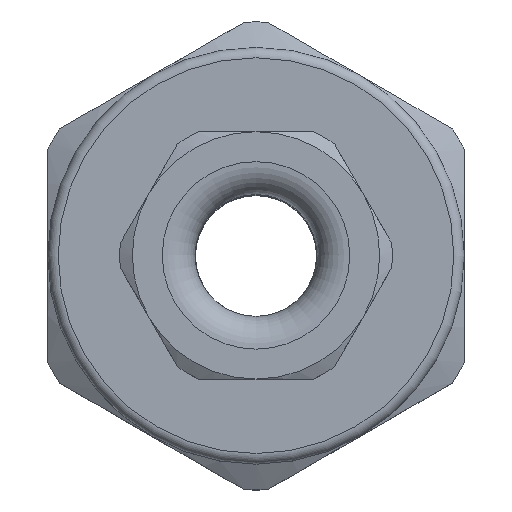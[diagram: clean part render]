
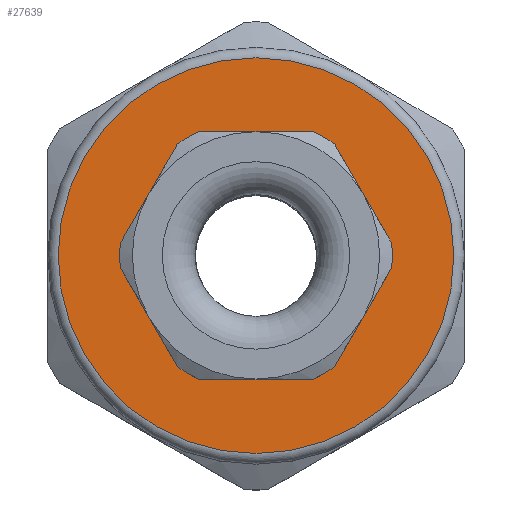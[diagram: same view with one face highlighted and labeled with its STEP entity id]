
A CAD part, top view. The second image highlights one B-rep face of the part: STEP entity #27639.
In plain terms, the highlighted planar face has unit normal (0, 0, 1).
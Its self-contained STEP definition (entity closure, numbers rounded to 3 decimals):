
#27612=CARTESIAN_POINT('',(0.,0.,27.));
#27613=DIRECTION('',(0.,0.,1.));
#27614=DIRECTION('',(1.,0.,0.));
#27615=AXIS2_PLACEMENT_3D('',#27612,#27613,#27614);
#27616=PLANE('',#27615);
#27617=CARTESIAN_POINT('',(8.5,-0.,27.));
#27618=VERTEX_POINT('',#27617);
#27619=CARTESIAN_POINT('',(0.,0.,27.));
#27620=DIRECTION('',(-0.,-0.,-1.));
#27621=DIRECTION('',(1.,0.,-0.));
#27622=AXIS2_PLACEMENT_3D('',#27619,#27620,#27621);
#27623=CIRCLE('',#27622,8.5);
#27624=EDGE_CURVE('',#27618,#27618,#27623,.T.);
#27625=ORIENTED_EDGE('',*,*,#27624,.T.);
#27626=EDGE_LOOP('',(#27625));
#27627=FACE_BOUND('',#27626,.T.);
#27628=CARTESIAN_POINT('',(15.2,-0.,27.));
#27629=VERTEX_POINT('',#27628);
#27630=CARTESIAN_POINT('',(0.,0.,27.));
#27631=DIRECTION('',(0.,0.,1.));
#27632=DIRECTION('',(1.,0.,-0.));
#27633=AXIS2_PLACEMENT_3D('',#27630,#27631,#27632);
#27634=CIRCLE('',#27633,15.2);
#27635=EDGE_CURVE('',#27629,#27629,#27634,.T.);
#27636=ORIENTED_EDGE('',*,*,#27635,.T.);
#27637=EDGE_LOOP('',(#27636));
#27638=FACE_BOUND('',#27637,.T.);
#27639=ADVANCED_FACE('',(#27627,#27638),#27616,.T.);
